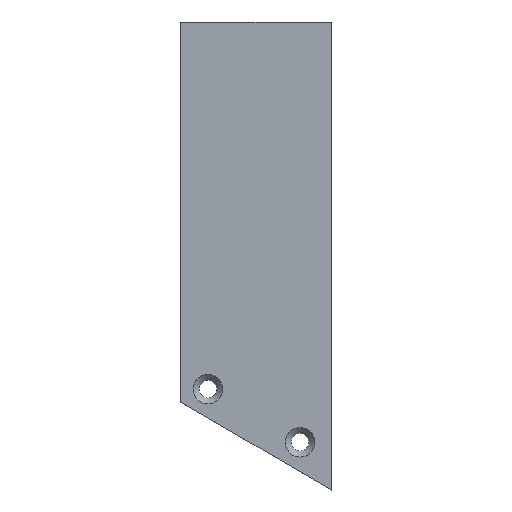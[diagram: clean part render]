
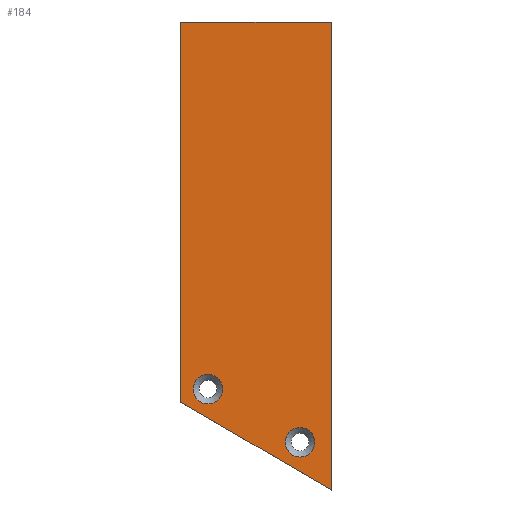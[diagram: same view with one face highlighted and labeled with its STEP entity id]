
A CAD part, top view. The second image highlights one B-rep face of the part: STEP entity #184.
In plain terms, the highlighted planar face has unit normal (0, 0, 1).
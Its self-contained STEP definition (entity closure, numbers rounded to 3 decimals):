
#42=CARTESIAN_POINT('',(146.65,-101.221,8.1));
#43=VERTEX_POINT('',#42);
#50=CARTESIAN_POINT('',(126.2,-89.296,8.1));
#51=VERTEX_POINT('',#50);
#52=CARTESIAN_POINT('',(146.65,-101.221,8.1));
#53=DIRECTION('',(-0.864,0.504,0.));
#54=VECTOR('',#53,23.673);
#55=LINE('',#52,#54);
#56=EDGE_CURVE('',#43,#51,#55,.T.);
#80=CARTESIAN_POINT('',(146.65,-37.75,8.1));
#81=VERTEX_POINT('',#80);
#88=CARTESIAN_POINT('',(146.65,-101.221,8.1));
#89=DIRECTION('',(0.,1.,0.));
#90=VECTOR('',#89,63.471);
#91=LINE('',#88,#90);
#92=EDGE_CURVE('',#43,#81,#91,.T.);
#111=CARTESIAN_POINT('',(126.2,-37.75,8.1));
#112=VERTEX_POINT('',#111);
#119=CARTESIAN_POINT('',(126.2,-37.75,8.1));
#120=DIRECTION('',(1.,-0.,0.));
#121=VECTOR('',#120,20.45);
#122=LINE('',#119,#121);
#123=EDGE_CURVE('',#112,#81,#122,.T.);
#141=CARTESIAN_POINT('',(126.2,-37.75,8.1));
#142=DIRECTION('',(-0.,-1.,0.));
#143=VECTOR('',#142,51.546);
#144=LINE('',#141,#143);
#145=EDGE_CURVE('',#112,#51,#144,.T.);
#151=CARTESIAN_POINT('',(0.,0.,8.1));
#152=DIRECTION('',(0.,0.,1.));
#153=DIRECTION('',(1.,0.,0.));
#154=AXIS2_PLACEMENT_3D('',#151,#152,#153);
#155=PLANE('',#154);
#156=CARTESIAN_POINT('',(144.4,-94.75,8.1));
#157=VERTEX_POINT('',#156);
#158=CARTESIAN_POINT('',(142.4,-94.75,8.1));
#159=DIRECTION('',(-0.,-0.,-1.));
#160=DIRECTION('',(1.,0.,-0.));
#161=AXIS2_PLACEMENT_3D('',#158,#159,#160);
#162=CIRCLE('',#161,2.);
#163=EDGE_CURVE('',#157,#157,#162,.T.);
#164=ORIENTED_EDGE('',*,*,#163,.T.);
#165=EDGE_LOOP('',(#164));
#166=FACE_BOUND('',#165,.T.);
#167=CARTESIAN_POINT('',(131.9,-87.55,8.1));
#168=VERTEX_POINT('',#167);
#169=CARTESIAN_POINT('',(129.9,-87.55,8.1));
#170=DIRECTION('',(-0.,-0.,-1.));
#171=DIRECTION('',(1.,0.,-0.));
#172=AXIS2_PLACEMENT_3D('',#169,#170,#171);
#173=CIRCLE('',#172,2.);
#174=EDGE_CURVE('',#168,#168,#173,.T.);
#175=ORIENTED_EDGE('',*,*,#174,.T.);
#176=EDGE_LOOP('',(#175));
#177=FACE_BOUND('',#176,.T.);
#178=ORIENTED_EDGE('',*,*,#56,.F.);
#179=ORIENTED_EDGE('',*,*,#92,.T.);
#180=ORIENTED_EDGE('',*,*,#123,.F.);
#181=ORIENTED_EDGE('',*,*,#145,.T.);
#182=EDGE_LOOP('',(#178,#179,#180,#181));
#183=FACE_BOUND('',#182,.T.);
#184=ADVANCED_FACE('',(#166,#177,#183),#155,.T.);
